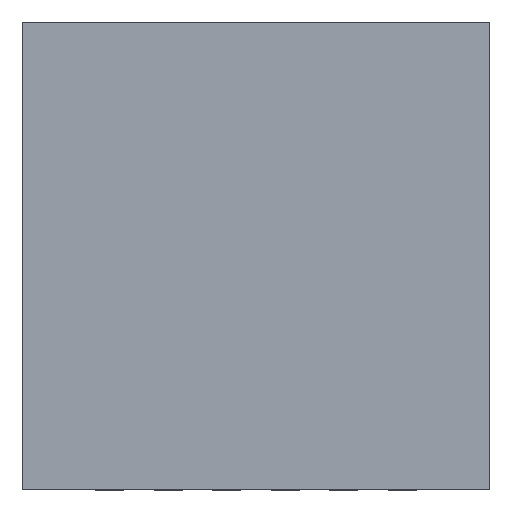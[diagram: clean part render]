
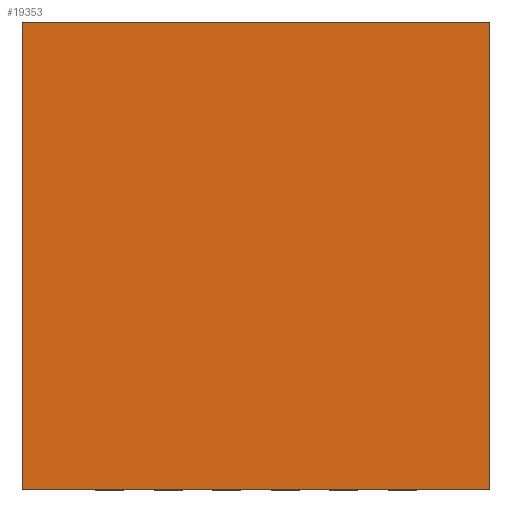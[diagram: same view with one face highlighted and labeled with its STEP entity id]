
A CAD part, top view. The second image highlights one B-rep face of the part: STEP entity #19353.
In plain terms, the highlighted face is planar.
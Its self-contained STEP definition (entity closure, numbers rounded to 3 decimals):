
#14650=DIRECTION('',(0.,0.,1.));
#14651=VECTOR('',#14650,4.);
#14652=CARTESIAN_POINT('',(-2.,0.775,-2.));
#14653=LINE('',#14652,#14651);
#14657=DIRECTION('',(-1.,0.,0.));
#14658=VECTOR('',#14657,4.);
#14659=CARTESIAN_POINT('',(2.,0.775,-2.));
#14660=LINE('',#14659,#14658);
#14664=DIRECTION('',(0.,0.,-1.));
#14665=VECTOR('',#14664,4.);
#14666=CARTESIAN_POINT('',(2.,0.775,2.));
#14667=LINE('',#14666,#14665);
#14671=DIRECTION('',(1.,0.,0.));
#14672=VECTOR('',#14671,4.);
#14673=CARTESIAN_POINT('',(-2.,0.775,2.));
#14674=LINE('',#14673,#14672);
#16006=CARTESIAN_POINT('',(-2.,0.775,-2.));
#16007=CARTESIAN_POINT('',(-2.,0.775,2.));
#16008=VERTEX_POINT('',#16006);
#16009=VERTEX_POINT('',#16007);
#16010=CARTESIAN_POINT('',(2.,0.775,2.));
#16011=VERTEX_POINT('',#16010);
#16012=CARTESIAN_POINT('',(2.,0.775,-2.));
#16013=VERTEX_POINT('',#16012);
#19342=CARTESIAN_POINT('',(0.,0.775,0.));
#19343=DIRECTION('',(0.,1.,0.));
#19344=DIRECTION('',(1.,0.,0.));
#19345=AXIS2_PLACEMENT_3D('',#19342,#19343,#19344);
#19346=PLANE('',#19345);
#19347=ORIENTED_EDGE('',*,*,#17482,.F.);
#19348=ORIENTED_EDGE('',*,*,#17620,.F.);
#19349=ORIENTED_EDGE('',*,*,#18402,.F.);
#19350=ORIENTED_EDGE('',*,*,#19148,.F.);
#19351=EDGE_LOOP('',(#19347,#19348,#19349,#19350));
#19352=FACE_OUTER_BOUND('',#19351,.F.);
#17482=EDGE_CURVE('',#16008,#16009,#14653,.T.);
#17620=EDGE_CURVE('',#16013,#16008,#14660,.T.);
#18402=EDGE_CURVE('',#16011,#16013,#14667,.T.);
#19148=EDGE_CURVE('',#16009,#16011,#14674,.T.);
#19353=ADVANCED_FACE('',(#19352),#19346,.T.);
